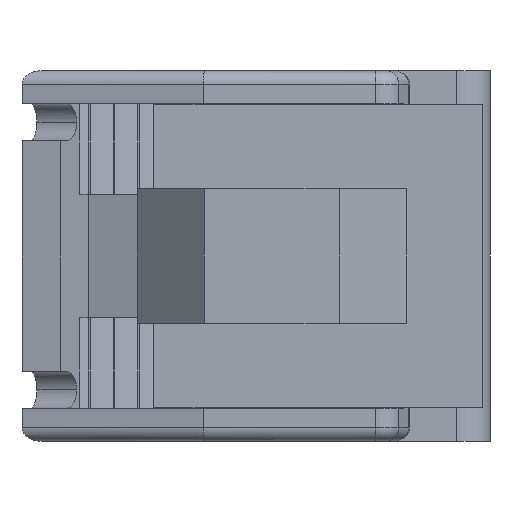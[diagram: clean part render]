
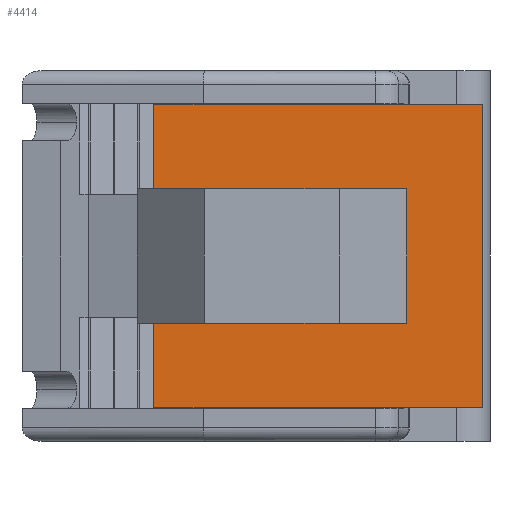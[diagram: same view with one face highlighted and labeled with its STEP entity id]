
A CAD part, left-side view. The second image highlights one B-rep face of the part: STEP entity #4414.
In plain terms, the highlighted planar face has unit normal (-1, 0, 0).
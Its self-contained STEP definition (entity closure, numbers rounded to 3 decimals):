
#59 = LINE ( 'NONE', #2261, #2585 ) ;
#83 = CARTESIAN_POINT ( 'NONE',  ( -21., 2., 20. ) ) ;
#159 = EDGE_CURVE ( 'NONE', #1972, #487, #6006, .T. ) ;
#227 = LINE ( 'NONE', #2600, #3932 ) ;
#260 = EDGE_CURVE ( 'NONE', #487, #4258, #4467, .T. ) ;
#282 = CARTESIAN_POINT ( 'NONE',  ( -21., -9., 11. ) ) ;
#326 = DIRECTION ( 'NONE',  ( 0., 1., 0. ) ) ;
#487 = VERTEX_POINT ( 'NONE', #1461 ) ;
#656 = CARTESIAN_POINT ( 'NONE',  ( -21., -1., 15. ) ) ;
#783 = CARTESIAN_POINT ( 'NONE',  ( -21., -1., 11. ) ) ;
#934 = VECTOR ( 'NONE', #2812, 1000. ) ;
#1068 = DIRECTION ( 'NONE',  ( 0., 1., 0. ) ) ;
#1069 = AXIS2_PLACEMENT_3D ( 'NONE', #1851, #1805, #1735 ) ;
#1181 = EDGE_CURVE ( 'NONE', #3273, #2137, #4129, .T. ) ;
#1278 = EDGE_LOOP ( 'NONE', ( #1311, #1694, #3028, #3199 ) ) ;
#1311 = ORIENTED_EDGE ( 'NONE', *, *, #1586, .T. ) ;
#1333 = FACE_OUTER_BOUND ( 'NONE', #1278, .T. ) ;
#1334 = CARTESIAN_POINT ( 'NONE',  ( -21., -1., 15. ) ) ;
#1345 = VECTOR ( 'NONE', #1613, 1000. ) ;
#1461 = CARTESIAN_POINT ( 'NONE',  ( -21., -1., 15. ) ) ;
#1468 = ORIENTED_EDGE ( 'NONE', *, *, #159, .F. ) ;
#1500 = CARTESIAN_POINT ( 'NONE',  ( -21., 2., 2. ) ) ;
#1586 = EDGE_CURVE ( 'NONE', #2137, #4629, #2794, .T. ) ;
#1593 = VECTOR ( 'NONE', #5000, 1000. ) ;
#1603 = VECTOR ( 'NONE', #1771, 1000. ) ;
#1613 = DIRECTION ( 'NONE',  ( 0., -1., 0. ) ) ;
#1628 = AXIS2_PLACEMENT_3D ( 'NONE', #1500, #2521, #5952 ) ;
#1633 = FACE_BOUND ( 'NONE', #2128, .T. ) ;
#1694 = ORIENTED_EDGE ( 'NONE', *, *, #5307, .T. ) ;
#1735 = DIRECTION ( 'NONE',  ( 0., -1., 0. ) ) ;
#1760 = CARTESIAN_POINT ( 'NONE',  ( -21., 2., 20. ) ) ;
#1771 = DIRECTION ( 'NONE',  ( 0., 0., -1. ) ) ;
#1805 = DIRECTION ( 'NONE',  ( -1., 0., 0. ) ) ;
#1851 = CARTESIAN_POINT ( 'NONE',  ( -21., -5., 11. ) ) ;
#1891 = EDGE_CURVE ( 'NONE', #2543, #1972, #5696, .T. ) ;
#1972 = VERTEX_POINT ( 'NONE', #5720 ) ;
#2011 = PLANE ( 'NONE',  #1628 ) ;
#2015 = ORIENTED_EDGE ( 'NONE', *, *, #4267, .F. ) ;
#2103 = AXIS2_PLACEMENT_3D ( 'NONE', #5947, #3009, #5155 ) ;
#2128 = EDGE_LOOP ( 'NONE', ( #2015, #3525, #5138, #3437, #1468, #5561 ) ) ;
#2137 = VERTEX_POINT ( 'NONE', #1760 ) ;
#2144 = CIRCLE ( 'NONE', #2103, 4. ) ;
#2261 = CARTESIAN_POINT ( 'NONE',  ( -21., -17.5, 20. ) ) ;
#2279 = LINE ( 'NONE', #282, #934 ) ;
#2388 = CARTESIAN_POINT ( 'NONE',  ( -21., -9., 7. ) ) ;
#2521 = DIRECTION ( 'NONE',  ( -1., 0., 0. ) ) ;
#2543 = VERTEX_POINT ( 'NONE', #5730 ) ;
#2585 = VECTOR ( 'NONE', #5707, 1000. ) ;
#2600 = CARTESIAN_POINT ( 'NONE',  ( -21., 2., 2. ) ) ;
#2794 = LINE ( 'NONE', #5883, #1593 ) ;
#2812 = DIRECTION ( 'NONE',  ( 0., 0., 1. ) ) ;
#3009 = DIRECTION ( 'NONE',  ( -1., 0., 0. ) ) ;
#3028 = ORIENTED_EDGE ( 'NONE', *, *, #4211, .T. ) ;
#3198 = VERTEX_POINT ( 'NONE', #2388 ) ;
#3199 = ORIENTED_EDGE ( 'NONE', *, *, #1181, .T. ) ;
#3200 = CARTESIAN_POINT ( 'NONE',  ( -21., 2., 2. ) ) ;
#3273 = VERTEX_POINT ( 'NONE', #5890 ) ;
#3437 = ORIENTED_EDGE ( 'NONE', *, *, #260, .F. ) ;
#3525 = ORIENTED_EDGE ( 'NONE', *, *, #3619, .F. ) ;
#3619 = EDGE_CURVE ( 'NONE', #5838, #3198, #5312, .T. ) ;
#3854 = CARTESIAN_POINT ( 'NONE',  ( -21., -17.5, 2. ) ) ;
#3932 = VECTOR ( 'NONE', #4126, 1000. ) ;
#4126 = DIRECTION ( 'NONE',  ( 0., -1., 0. ) ) ;
#4129 = LINE ( 'NONE', #83, #5269 ) ;
#4211 = EDGE_CURVE ( 'NONE', #6339, #3273, #59, .T. ) ;
#4258 = VERTEX_POINT ( 'NONE', #783 ) ;
#4267 = EDGE_CURVE ( 'NONE', #3198, #2543, #2279, .T. ) ;
#4414 = ADVANCED_FACE ( 'NONE', ( #1333, #1633 ), #2011, .T. ) ;
#4467 = LINE ( 'NONE', #1334, #1603 ) ;
#4629 = VERTEX_POINT ( 'NONE', #3200 ) ;
#4768 = VECTOR ( 'NONE', #326, 1000. ) ;
#5000 = DIRECTION ( 'NONE',  ( 0., 0., -1. ) ) ;
#5122 = CARTESIAN_POINT ( 'NONE',  ( -21., -5., 7. ) ) ;
#5138 = ORIENTED_EDGE ( 'NONE', *, *, #5978, .F. ) ;
#5155 = DIRECTION ( 'NONE',  ( 0., -1., 0. ) ) ;
#5269 = VECTOR ( 'NONE', #1068, 1000. ) ;
#5307 = EDGE_CURVE ( 'NONE', #4629, #6339, #227, .T. ) ;
#5312 = LINE ( 'NONE', #5570, #1345 ) ;
#5561 = ORIENTED_EDGE ( 'NONE', *, *, #1891, .F. ) ;
#5570 = CARTESIAN_POINT ( 'NONE',  ( -21., -5., 7. ) ) ;
#5696 = CIRCLE ( 'NONE', #1069, 4. ) ;
#5707 = DIRECTION ( 'NONE',  ( 0., 0., 1. ) ) ;
#5720 = CARTESIAN_POINT ( 'NONE',  ( -21., -5., 15. ) ) ;
#5730 = CARTESIAN_POINT ( 'NONE',  ( -21., -9., 11. ) ) ;
#5838 = VERTEX_POINT ( 'NONE', #5122 ) ;
#5883 = CARTESIAN_POINT ( 'NONE',  ( -21., 2., 20. ) ) ;
#5890 = CARTESIAN_POINT ( 'NONE',  ( -21., -17.5, 20. ) ) ;
#5947 = CARTESIAN_POINT ( 'NONE',  ( -21., -5., 11. ) ) ;
#5952 = DIRECTION ( 'NONE',  ( 0., -1., 0. ) ) ;
#5978 = EDGE_CURVE ( 'NONE', #4258, #5838, #2144, .T. ) ;
#6006 = LINE ( 'NONE', #656, #4768 ) ;
#6339 = VERTEX_POINT ( 'NONE', #3854 ) ;
